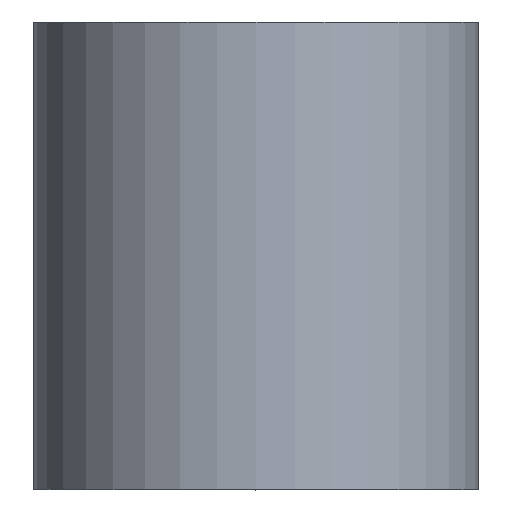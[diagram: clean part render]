
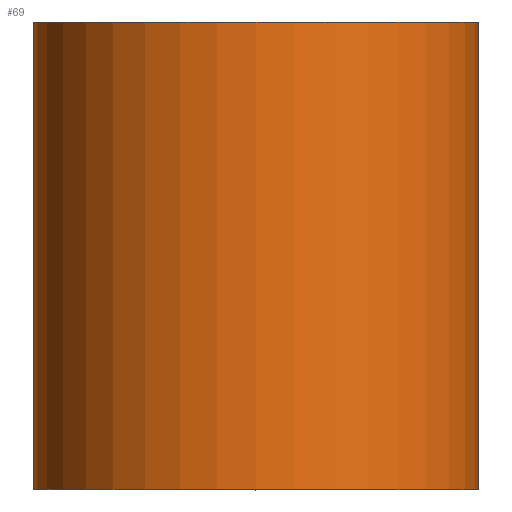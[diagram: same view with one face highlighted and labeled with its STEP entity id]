
A CAD part, top view. The second image highlights one B-rep face of the part: STEP entity #69.
In plain terms, the highlighted cylindrical face has radius 4 mm (diameter 8 mm), a full revolution.
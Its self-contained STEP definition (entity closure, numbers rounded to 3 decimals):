
#41	= CARTESIAN_POINT('Origin',(0.,8.4,0.));
#36	= DIRECTION('ref_axis',(1.,0.,0.));
#34	= CARTESIAN_POINT('Origin',(0.,0.,0.));
#35	= DIRECTION('center_axis',(0.,1.,0.));
#69	= ADVANCED_FACE('',(#77,#87),#68,.T.);
#77	= FACE_BOUND('',#78,.T.);
#78	= EDGE_LOOP('',(#73));
#73	= ORIENTED_EDGE('',*,*,#76,.F.);
#76	= EDGE_CURVE('',#74,#74,#70,.T.);
#74	= VERTEX_POINT('',#75);
#75	= CARTESIAN_POINT('',(-4.,8.4,0.));
#70	= CIRCLE('',#71,4.);
#71	= AXIS2_PLACEMENT_3D('',#41,#35,#72);
#72	= DIRECTION('ref_axis',(1.,0.,0.));
#87	= FACE_BOUND('',#88,.T.);
#88	= EDGE_LOOP('',(#83));
#83	= ORIENTED_EDGE('',*,*,#86,.F.);
#86	= EDGE_CURVE('',#84,#84,#79,.T.);
#84	= VERTEX_POINT('',#85);
#85	= CARTESIAN_POINT('',(-4.,0.,0.));
#79	= CIRCLE('',#80,4.);
#80	= AXIS2_PLACEMENT_3D('',#34,#81,#82);
#81	= DIRECTION('center_axis',(0.,-1.,0.));
#82	= DIRECTION('ref_axis',(1.,0.,0.));
#68	= CYLINDRICAL_SURFACE('',#67,4.);
#67	= AXIS2_PLACEMENT_3D('',#34,#35,#36);
